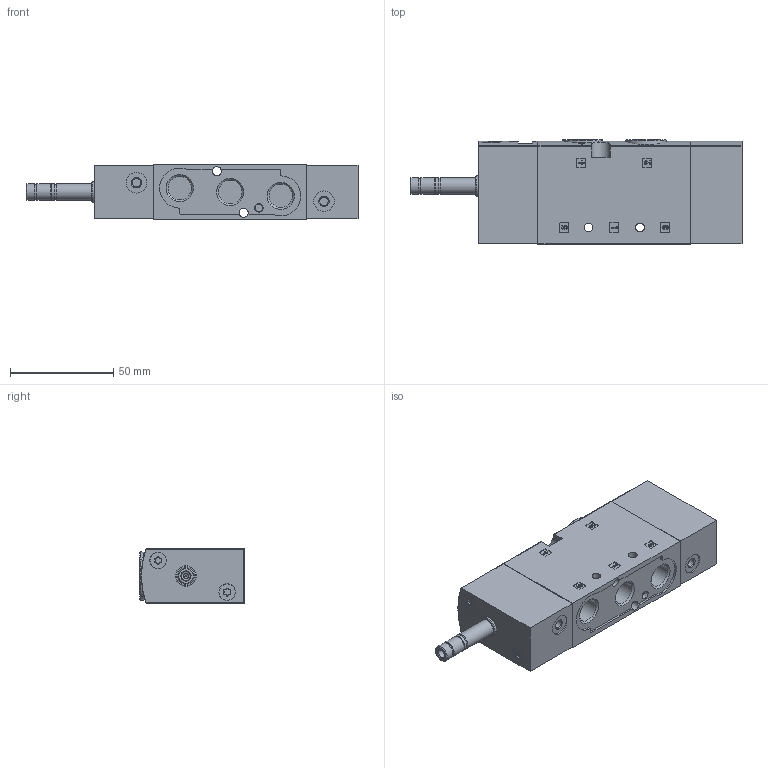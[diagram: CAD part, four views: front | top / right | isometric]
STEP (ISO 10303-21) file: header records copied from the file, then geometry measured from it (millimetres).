
FILE_DESCRIPTION(/* description */ ('STEP AP214'),/* implementation_level */ '2;1');
FILE_NAME(/* name */ '575502_VUVS-L25-M52-AZD-G14-F8',/* time_stamp */ '2024-09-11T13:43:23+02:00',/* author */ ('License CC BY-ND 4.0'),/* organization */ ('CADENAS'),/* preprocessor_version */ 'ST-DEVELOPER v19.3',/* originating_system */ 'PARTsolutions',/* authorisation */ ' ');
FILE_SCHEMA (('AUTOMOTIVE_DESIGN {1 0 10303 214 3 1 1}'));
Length unit declared in the file: millimetre
Products named in the file (5): 575502 VUVS-L25-M52-AZD-G14-F8; 1277158 VUVS-L25-.5.-G14 HOUSING---(H---0_-); 2925370 VUVS-L25-G-Z-COVER53---(H---0_-); 1808371 F-M4x37.5-10.9; 1289386 VUVS-L25-G-AZ-COVER52---(H---0_A)
Assembly tree (7 placements, depth 2):
  575502 VUVS-L25-M52-AZD-G14-F8
    1277158 VUVS-L25-.5.-G14 HOUSING---(H---0_-)
    2925370 VUVS-L25-G-Z-COVER53---(H---0_-)
    1808371 F-M4x37.5-10.9  x4
    1289386 VUVS-L25-G-AZ-COVER52---(H---0_A)
Bounding box: 161.1 x 50.5 x 26.5 mm (x, y, z)
Volume: 154431.1 mm3; surface area: 37178.2 mm2
Topology: 7 solids, 7 shells, 517 faces, 1292 edges, 840 vertices
Faces by surface type: plane 271, cylinder 190, cone 48, torus 8
Full cylindrical faces by diameter (mm): 0.9 x1, 2.4 x1, 2.5 x4, 3.242 x4, 3.8 x4, 4 x4, 4.134 x3, 4.3 x2, 4.4 x2, 4.7 x4, 7.1 x1, 7.9 x4, 8 x8, 10 x3, 11.445 x5, 19.5 x2
Entity records: 13823 total; most frequent: CARTESIAN_POINT 2312, DIRECTION 2287, ORIENTED_EDGE 2072, EDGE_CURVE 1036, AXIS2_PLACEMENT_3D 803, VERTEX_POINT 736, LINE 681, VECTOR 681
